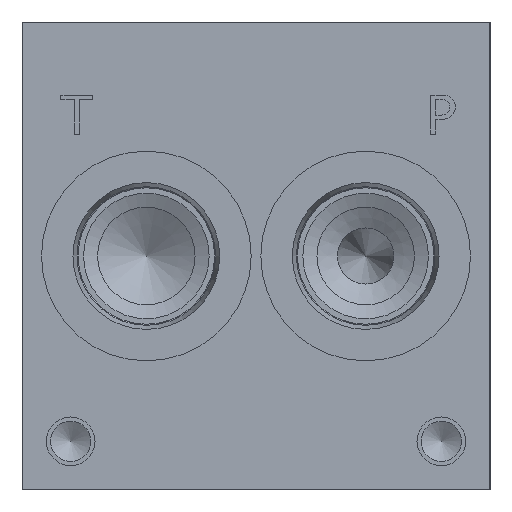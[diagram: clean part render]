
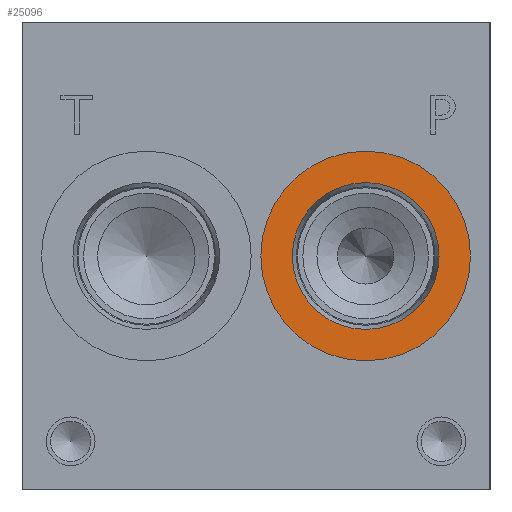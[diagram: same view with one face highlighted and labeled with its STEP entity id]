
A CAD part, left-side view. The second image highlights one B-rep face of the part: STEP entity #25096.
In plain terms, the highlighted planar face has unit normal (-1, 0, 0).
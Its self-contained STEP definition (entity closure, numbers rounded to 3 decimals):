
#1317=CIRCLE('',#27034,17.069);
#1318=CIRCLE('',#27035,17.069);
#1319=CIRCLE('',#27036,11.951);
#1532=FACE_BOUND('',#5262,.T.);
#3747=FACE_OUTER_BOUND('',#5261,.T.);
#5261=EDGE_LOOP('',(#22148,#22149));
#5262=EDGE_LOOP('',(#22150));
#11890=VERTEX_POINT('',#43813);
#11891=VERTEX_POINT('',#43814);
#11892=VERTEX_POINT('',#43817);
#15377=EDGE_CURVE('',#11890,#11891,#1317,.T.);
#15378=EDGE_CURVE('',#11891,#11890,#1318,.T.);
#15379=EDGE_CURVE('',#11892,#11892,#1319,.T.);
#22148=ORIENTED_EDGE('',*,*,#15377,.T.);
#22149=ORIENTED_EDGE('',*,*,#15378,.T.);
#22150=ORIENTED_EDGE('',*,*,#15379,.F.);
#23020=PLANE('',#27033);
#25096=ADVANCED_FACE('',(#3747,#1532),#23020,.T.);
#27033=AXIS2_PLACEMENT_3D('',#43812,#32913,#32914);
#27034=AXIS2_PLACEMENT_3D('',#43815,#32915,#32916);
#27035=AXIS2_PLACEMENT_3D('',#43816,#32917,#32918);
#27036=AXIS2_PLACEMENT_3D('',#43818,#32919,#32920);
#32913=DIRECTION('center_axis',(-1.,0.,0.));
#32914=DIRECTION('ref_axis',(0.,1.,0.));
#32915=DIRECTION('center_axis',(-1.,0.,0.));
#32916=DIRECTION('ref_axis',(0.,1.,0.));
#32917=DIRECTION('center_axis',(-1.,0.,0.));
#32918=DIRECTION('ref_axis',(0.,1.,0.));
#32919=DIRECTION('center_axis',(-1.,0.,0.));
#32920=DIRECTION('ref_axis',(0.,1.,0.));
#43812=CARTESIAN_POINT('Origin',(0.787,20.244,38.1));
#43813=CARTESIAN_POINT('',(0.787,37.313,38.1));
#43814=CARTESIAN_POINT('',(0.787,3.175,38.1));
#43815=CARTESIAN_POINT('Origin',(0.787,20.244,38.1));
#43816=CARTESIAN_POINT('Origin',(0.787,20.244,38.1));
#43817=CARTESIAN_POINT('',(0.787,8.293,38.1));
#43818=CARTESIAN_POINT('Origin',(0.787,20.244,38.1));
